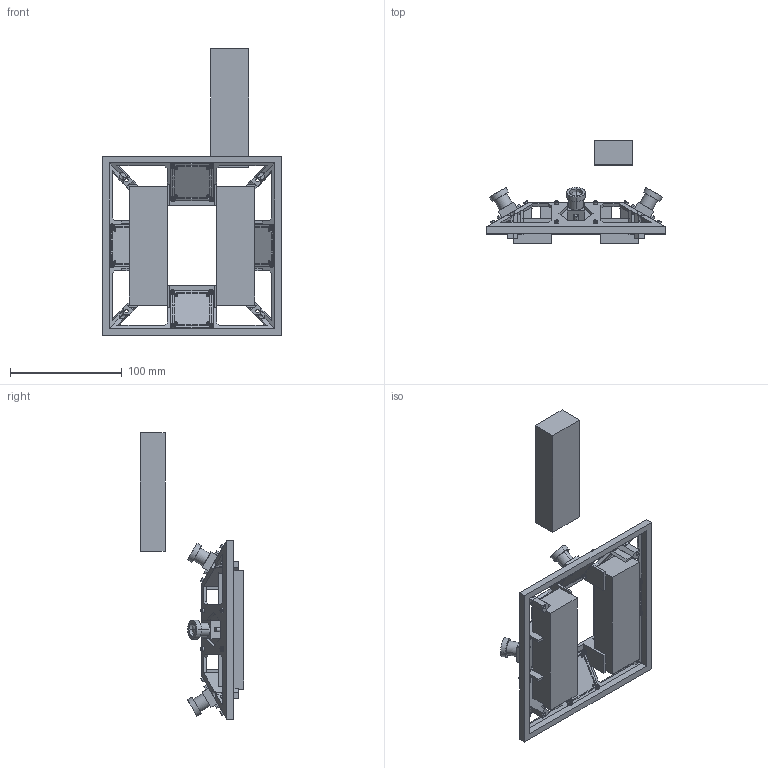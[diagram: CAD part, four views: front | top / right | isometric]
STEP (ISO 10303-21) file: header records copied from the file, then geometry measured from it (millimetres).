
FILE_DESCRIPTION (( 'STEP AP214' ), '1' );
FILE_NAME ('camera_holder_assem.STEP', '2018-01-08T17:50:00', ( '' ), ( '' ), 'SwSTEP 2.0', 'SolidWorks 2016', '' );
FILE_SCHEMA (( 'AUTOMOTIVE_DESIGN' ));
Length unit declared in the file: inch
Products named in the file (8): battery_mock; m2x0.4_nut_90591A265; M2x0.4_socket_cap_8mm_91290A013; camera_holder_assem; cam_assem; camera_lense; circuit_board_cam; camera_holder_v4
Assembly tree (42 placements, depth 3):
  camera_holder_assem
    camera_holder_v4
    cam_assem  x4
      circuit_board_cam
      camera_lense
    battery_mock  x3
    m2x0.4_nut_90591A265  x16
    M2x0.4_socket_cap_8mm_91290A013  x16
Bounding box: 160 x 92.13 x 255.92 mm (x, y, z)
Volume: 336916.9 mm3; surface area: 116133.6 mm2
Topology: 44 solids, 44 shells, 1456 faces, 3468 edges, 2128 vertices
Faces by surface type: plane 796, cone 400, cylinder 252, bspline 8
Entity records: 14778 total; most frequent: CARTESIAN_POINT 2798, ORIENTED_EDGE 2432, DIRECTION 2282, EDGE_CURVE 1216, LINE 968, VECTOR 968, VERTEX_POINT 783, AXIS2_PLACEMENT_3D 657
